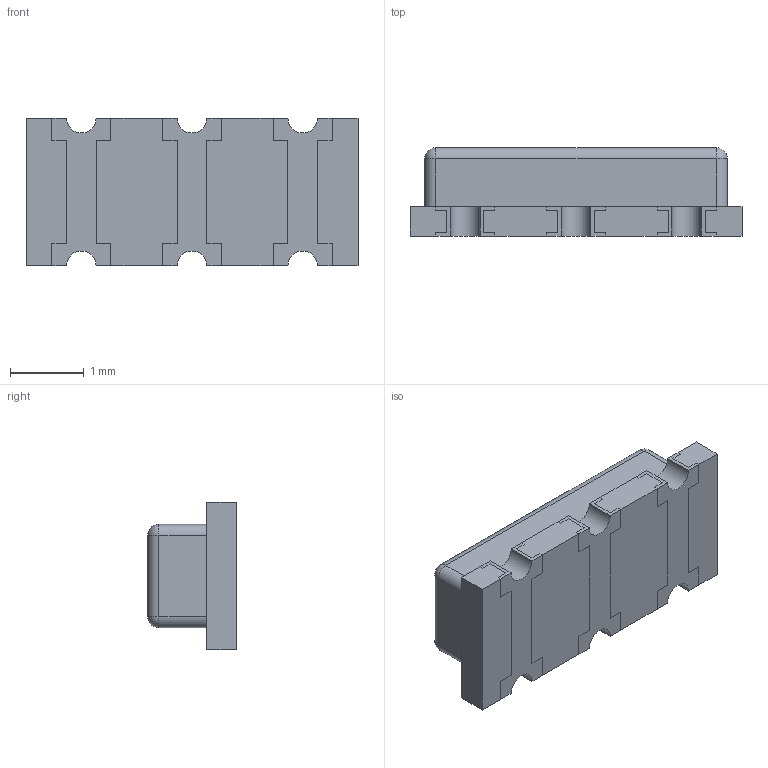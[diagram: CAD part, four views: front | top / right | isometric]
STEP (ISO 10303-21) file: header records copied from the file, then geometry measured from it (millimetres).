
FILE_DESCRIPTION (( 'STEP AP214' ), '1' );
FILE_NAME ('CSTCR4M00G53-R0.STEP', '2020-07-14T04:33:02', ( '' ), ( '' ), 'SwSTEP 2.0', 'SolidWorks 2017', '' );
FILE_SCHEMA (( 'AUTOMOTIVE_DESIGN' ));
Length unit declared in the file: millimetre
Products named in the file (1): CSTCR4M00G53-R0
Bounding box: 4.5 x 1.2 x 2 mm (x, y, z)
Volume: 8 mm3; surface area: 57.7 mm2
Topology: 8 solids, 8 shells, 195 faces, 505 edges, 322 vertices
Faces by surface type: plane 174, cylinder 17, sphere 4
Entity records: 5878 total; most frequent: CARTESIAN_POINT 1019, ORIENTED_EDGE 1002, DIRECTION 927, EDGE_CURVE 501, LINE 467, VECTOR 467, VERTEX_POINT 322, AXIS2_PLACEMENT_3D 230
